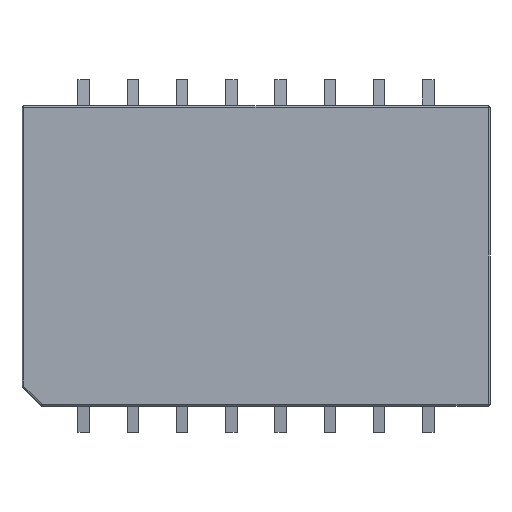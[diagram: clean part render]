
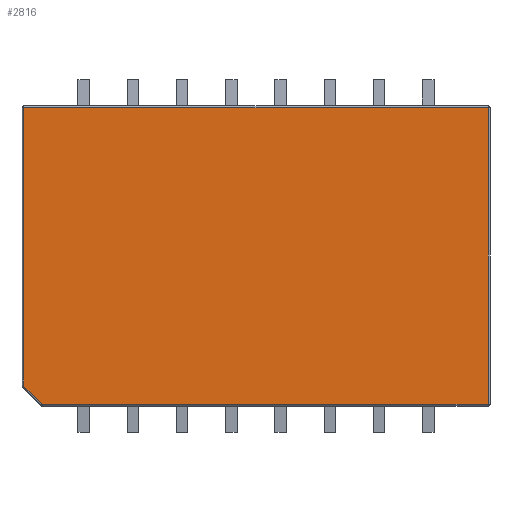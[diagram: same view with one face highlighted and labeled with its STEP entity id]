
A CAD part, front view. The second image highlights one B-rep face of the part: STEP entity #2816.
In plain terms, the highlighted planar face has unit normal (0, -1, 0).
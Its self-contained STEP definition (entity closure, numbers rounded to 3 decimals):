
#1=DIRECTION('',(0.,0.,1.));
#2=VECTOR('',#1,15.3);
#3=CARTESIAN_POINT('',(11.975,0.,-7.65));
#4=LINE('',#3,#2);
#5=DIRECTION('',(1.,0.,0.));
#6=VECTOR('',#5,23.009);
#7=CARTESIAN_POINT('',(-11.034,0.,-7.65));
#8=LINE('',#7,#6);
#9=DIRECTION('',(0.707,0.,-0.707));
#10=VECTOR('',#9,1.331);
#11=CARTESIAN_POINT('',(-11.975,0.,-6.709));
#12=LINE('',#11,#10);
#13=DIRECTION('',(0.,0.,-1.));
#14=VECTOR('',#13,14.359);
#15=CARTESIAN_POINT('',(-11.975,0.,7.65));
#16=LINE('',#15,#14);
#17=DIRECTION('',(-1.,0.,0.));
#18=VECTOR('',#17,23.95);
#19=CARTESIAN_POINT('',(11.975,0.,7.65));
#20=LINE('',#19,#18);
#2757=CARTESIAN_POINT('',(11.975,0.,-7.65));
#2758=CARTESIAN_POINT('',(11.975,0.,7.65));
#2759=VERTEX_POINT('',#2757);
#2760=VERTEX_POINT('',#2758);
#2765=CARTESIAN_POINT('',(-11.975,0.,7.65));
#2766=VERTEX_POINT('',#2765);
#2771=CARTESIAN_POINT('',(-11.975,0.,-6.709));
#2772=VERTEX_POINT('',#2771);
#2787=CARTESIAN_POINT('',(-11.034,0.,-7.65));
#2788=VERTEX_POINT('',#2787);
#2799=CARTESIAN_POINT('',(0.,0.,0.));
#2800=DIRECTION('',(0.,1.,0.));
#2801=DIRECTION('',(1.,0.,0.));
#2802=AXIS2_PLACEMENT_3D('',#2799,#2800,#2801);
#2803=PLANE('',#2802);
#2805=ORIENTED_EDGE('',*,*,#2804,.F.);
#2807=ORIENTED_EDGE('',*,*,#2806,.F.);
#2809=ORIENTED_EDGE('',*,*,#2808,.F.);
#2811=ORIENTED_EDGE('',*,*,#2810,.F.);
#2813=ORIENTED_EDGE('',*,*,#2812,.F.);
#2814=EDGE_LOOP('',(#2805,#2807,#2809,#2811,#2813));
#2815=FACE_OUTER_BOUND('',#2814,.F.);
#2816=ADVANCED_FACE('',(#2815),#2803,.F.);
#2804=EDGE_CURVE('',#2759,#2760,#4,.T.);
#2806=EDGE_CURVE('',#2788,#2759,#8,.T.);
#2808=EDGE_CURVE('',#2772,#2788,#12,.T.);
#2810=EDGE_CURVE('',#2766,#2772,#16,.T.);
#2812=EDGE_CURVE('',#2760,#2766,#20,.T.);
